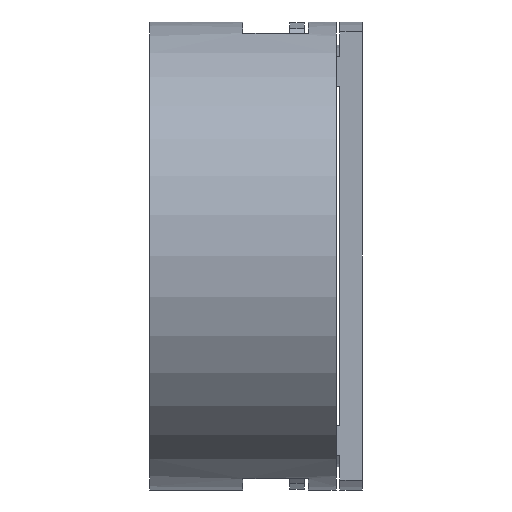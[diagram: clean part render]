
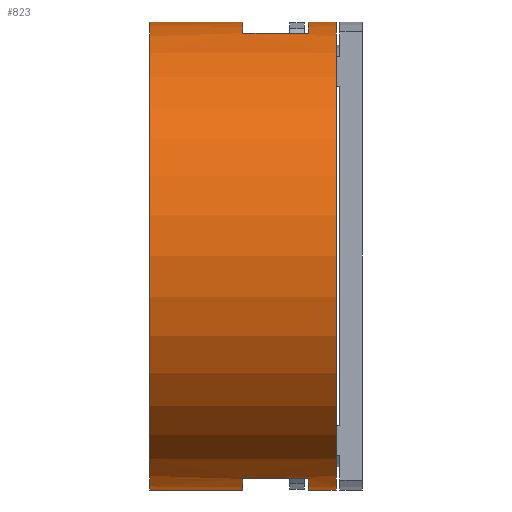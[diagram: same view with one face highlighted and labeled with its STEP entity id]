
A CAD part, front view. The second image highlights one B-rep face of the part: STEP entity #823.
In plain terms, the highlighted cylindrical face has radius 12.55 mm (diameter 25.1 mm), a full revolution.
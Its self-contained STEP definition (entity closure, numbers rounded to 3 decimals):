
#28=FACE_BOUND('',#285,.T.);
#63=LINE('',#1248,#140);
#68=LINE('',#1262,#145);
#74=LINE('',#1281,#151);
#80=LINE('',#1309,#157);
#85=LINE('',#1339,#162);
#86=LINE('',#1340,#163);
#140=VECTOR('',#989,10.);
#145=VECTOR('',#996,10.);
#151=VECTOR('',#1010,10.);
#157=VECTOR('',#1038,10.);
#162=VECTOR('',#1075,12.55);
#163=VECTOR('',#1076,12.55);
#216=CYLINDRICAL_SURFACE('',#916,12.55);
#241=FACE_OUTER_BOUND('',#284,.T.);
#284=EDGE_LOOP('',(#664,#665,#666,#667,#668,#669,#670,#671,#672,#673,#674,
#675));
#285=EDGE_LOOP('',(#676,#677,#678,#679));
#318=CIRCLE('',#888,12.55);
#319=CIRCLE('',#889,12.55);
#320=CIRCLE('',#892,12.55);
#323=CIRCLE('',#895,12.55);
#324=CIRCLE('',#897,12.55);
#326=CIRCLE('',#900,12.55);
#332=CIRCLE('',#912,12.55);
#334=CIRCLE('',#917,12.55);
#369=VERTEX_POINT('',#1246);
#370=VERTEX_POINT('',#1247);
#374=VERTEX_POINT('',#1260);
#375=VERTEX_POINT('',#1261);
#379=VERTEX_POINT('',#1274);
#380=VERTEX_POINT('',#1276);
#381=VERTEX_POINT('',#1280);
#385=VERTEX_POINT('',#1292);
#387=VERTEX_POINT('',#1299);
#389=VERTEX_POINT('',#1305);
#394=VERTEX_POINT('',#1331);
#395=VERTEX_POINT('',#1337);
#453=EDGE_CURVE('',#369,#370,#63,.T.);
#459=EDGE_CURVE('',#374,#375,#68,.T.);
#465=EDGE_CURVE('',#379,#369,#318,.T.);
#466=EDGE_CURVE('',#380,#379,#319,.T.);
#468=EDGE_CURVE('',#381,#380,#74,.T.);
#473=EDGE_CURVE('',#370,#385,#320,.T.);
#476=EDGE_CURVE('',#385,#381,#323,.T.);
#477=EDGE_CURVE('',#387,#374,#324,.T.);
#481=EDGE_CURVE('',#375,#389,#326,.T.);
#482=EDGE_CURVE('',#389,#387,#80,.T.);
#493=EDGE_CURVE('',#394,#394,#332,.T.);
#495=EDGE_CURVE('',#395,#395,#334,.T.);
#496=EDGE_CURVE('',#395,#379,#85,.T.);
#497=EDGE_CURVE('',#385,#394,#86,.T.);
#664=ORIENTED_EDGE('',*,*,#495,.F.);
#665=ORIENTED_EDGE('',*,*,#496,.T.);
#666=ORIENTED_EDGE('',*,*,#465,.T.);
#667=ORIENTED_EDGE('',*,*,#453,.T.);
#668=ORIENTED_EDGE('',*,*,#473,.T.);
#669=ORIENTED_EDGE('',*,*,#497,.T.);
#670=ORIENTED_EDGE('',*,*,#493,.F.);
#671=ORIENTED_EDGE('',*,*,#497,.F.);
#672=ORIENTED_EDGE('',*,*,#476,.T.);
#673=ORIENTED_EDGE('',*,*,#468,.T.);
#674=ORIENTED_EDGE('',*,*,#466,.T.);
#675=ORIENTED_EDGE('',*,*,#496,.F.);
#676=ORIENTED_EDGE('',*,*,#481,.T.);
#677=ORIENTED_EDGE('',*,*,#482,.T.);
#678=ORIENTED_EDGE('',*,*,#477,.T.);
#679=ORIENTED_EDGE('',*,*,#459,.T.);
#823=ADVANCED_FACE('',(#241,#28),#216,.T.);
#888=AXIS2_PLACEMENT_3D('',#1275,#1003,#1004);
#889=AXIS2_PLACEMENT_3D('',#1277,#1005,#1006);
#892=AXIS2_PLACEMENT_3D('',#1293,#1016,#1017);
#895=AXIS2_PLACEMENT_3D('',#1297,#1022,#1023);
#897=AXIS2_PLACEMENT_3D('',#1300,#1026,#1027);
#900=AXIS2_PLACEMENT_3D('',#1307,#1034,#1035);
#912=AXIS2_PLACEMENT_3D('',#1332,#1063,#1064);
#916=AXIS2_PLACEMENT_3D('',#1336,#1071,#1072);
#917=AXIS2_PLACEMENT_3D('',#1338,#1073,#1074);
#989=DIRECTION('',(1.,0.,0.));
#996=DIRECTION('',(-1.,0.,0.));
#1003=DIRECTION('center_axis',(-1.,0.,0.));
#1004=DIRECTION('ref_axis',(0.,0.,-1.));
#1005=DIRECTION('center_axis',(-1.,0.,0.));
#1006=DIRECTION('ref_axis',(0.,0.,-1.));
#1010=DIRECTION('',(-1.,0.,0.));
#1016=DIRECTION('center_axis',(1.,0.,0.));
#1017=DIRECTION('ref_axis',(0.,0.,-1.));
#1022=DIRECTION('center_axis',(1.,0.,0.));
#1023=DIRECTION('ref_axis',(0.,0.,-1.));
#1026=DIRECTION('center_axis',(1.,0.,0.));
#1027=DIRECTION('ref_axis',(0.,0.,-1.));
#1034=DIRECTION('center_axis',(-1.,0.,0.));
#1035=DIRECTION('ref_axis',(0.,0.,-1.));
#1038=DIRECTION('',(1.,0.,0.));
#1063=DIRECTION('center_axis',(1.,0.,0.));
#1064=DIRECTION('ref_axis',(0.,0.,-1.));
#1071=DIRECTION('center_axis',(-1.,0.,0.));
#1072=DIRECTION('ref_axis',(0.,0.,-1.));
#1073=DIRECTION('center_axis',(-1.,0.,0.));
#1074=DIRECTION('ref_axis',(0.,0.,-1.));
#1075=DIRECTION('',(1.,0.,0.));
#1076=DIRECTION('',(1.,0.,0.));
#1246=CARTESIAN_POINT('',(0.,3.825,11.953));
#1247=CARTESIAN_POINT('',(3.5,3.825,11.953));
#1248=CARTESIAN_POINT('',(0.,3.825,11.953));
#1260=CARTESIAN_POINT('',(3.5,3.825,-11.953));
#1261=CARTESIAN_POINT('',(0.,3.825,-11.953));
#1262=CARTESIAN_POINT('',(0.,3.825,-11.953));
#1274=CARTESIAN_POINT('',(0.,0.,12.55));
#1275=CARTESIAN_POINT('Origin',(0.,0.,0.));
#1276=CARTESIAN_POINT('',(0.,-3.825,11.953));
#1277=CARTESIAN_POINT('Origin',(0.,0.,0.));
#1280=CARTESIAN_POINT('',(3.5,-3.825,11.953));
#1281=CARTESIAN_POINT('',(0.,-3.825,11.953));
#1292=CARTESIAN_POINT('',(3.5,0.,12.55));
#1293=CARTESIAN_POINT('Origin',(3.5,0.,0.));
#1297=CARTESIAN_POINT('Origin',(3.5,0.,0.));
#1299=CARTESIAN_POINT('',(3.5,-3.825,-11.953));
#1300=CARTESIAN_POINT('Origin',(3.5,0.,0.));
#1305=CARTESIAN_POINT('',(0.,-3.825,-11.953));
#1307=CARTESIAN_POINT('Origin',(0.,0.,0.));
#1309=CARTESIAN_POINT('',(0.,-3.825,-11.953));
#1331=CARTESIAN_POINT('',(5.,0.,12.55));
#1332=CARTESIAN_POINT('Origin',(5.,0.,0.));
#1336=CARTESIAN_POINT('Origin',(0.,0.,0.));
#1337=CARTESIAN_POINT('',(-5.,0.,12.55));
#1338=CARTESIAN_POINT('Origin',(-5.,0.,0.));
#1339=CARTESIAN_POINT('',(0.,0.,12.55));
#1340=CARTESIAN_POINT('',(0.,0.,12.55));
